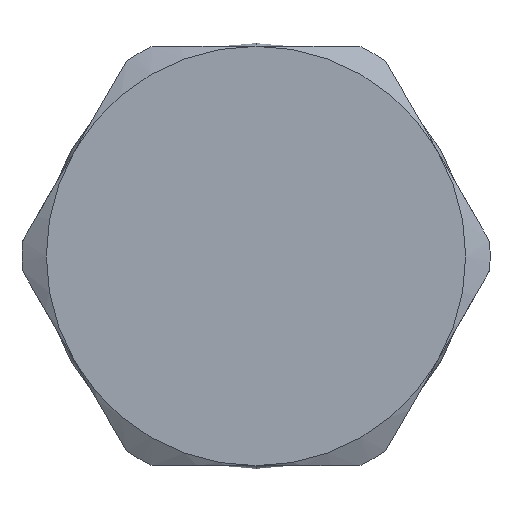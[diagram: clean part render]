
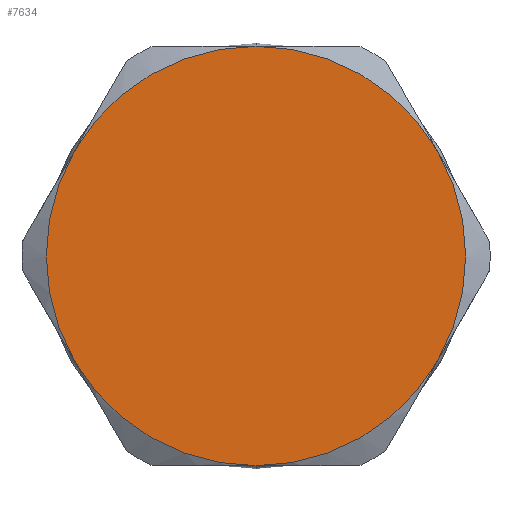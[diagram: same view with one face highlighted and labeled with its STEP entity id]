
A CAD part, left-side view. The second image highlights one B-rep face of the part: STEP entity #7634.
In plain terms, the highlighted planar face has unit normal (-1, 0, 0).
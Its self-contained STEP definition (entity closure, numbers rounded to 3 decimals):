
#350 = DIRECTION ( 'NONE',  ( 0., 0., -1. ) ) ;
#351 = DIRECTION ( 'NONE',  ( 1., 0., 0. ) ) ;
#353 = CARTESIAN_POINT ( 'NONE',  ( 0., 0., 0. ) ) ;
#356 = DIRECTION ( 'NONE',  ( 0., 0., 1. ) ) ;
#357 = DIRECTION ( 'NONE',  ( -1., 0., 0. ) ) ;
#358 = CARTESIAN_POINT ( 'NONE',  ( 0., 0., 0. ) ) ;
#360 = DIRECTION ( 'NONE',  ( 0., 0., -1. ) ) ;
#362 = DIRECTION ( 'NONE',  ( 1., 0., 0. ) ) ;
#363 = CARTESIAN_POINT ( 'NONE',  ( 0., 0., 0. ) ) ;
#364 = DIRECTION ( 'NONE',  ( 0., 0., -1. ) ) ;
#365 = DIRECTION ( 'NONE',  ( 1., 0., 0. ) ) ;
#368 = CARTESIAN_POINT ( 'NONE',  ( 0., 0., 0. ) ) ;
#369 = DIRECTION ( 'NONE',  ( 0., 0., -1. ) ) ;
#370 = DIRECTION ( 'NONE',  ( 1., 0., 0. ) ) ;
#371 = CARTESIAN_POINT ( 'NONE',  ( 0., 0., 0. ) ) ;
#374 = DIRECTION ( 'NONE',  ( 0., 0., -1. ) ) ;
#375 = DIRECTION ( 'NONE',  ( 1., 0., 0. ) ) ;
#376 = CARTESIAN_POINT ( 'NONE',  ( 0., 0., 0. ) ) ;
#839 = AXIS2_PLACEMENT_3D ( 'NONE', #353, #351, #350 ) ;
#840 = AXIS2_PLACEMENT_3D ( 'NONE', #363, #362, #360 ) ;
#841 = AXIS2_PLACEMENT_3D ( 'NONE', #358, #357, #356 ) ;
#842 = AXIS2_PLACEMENT_3D ( 'NONE', #368, #365, #364 ) ;
#843 = AXIS2_PLACEMENT_3D ( 'NONE', #376, #375, #374 ) ;
#844 = AXIS2_PLACEMENT_3D ( 'NONE', #371, #370, #369 ) ;
#1633 = ORIENTED_EDGE ( 'NONE', *, *, #8750, .T. ) ;
#1854 = ORIENTED_EDGE ( 'NONE', *, *, #8749, .F. ) ;
#1871 = ORIENTED_EDGE ( 'NONE', *, *, #8751, .F. ) ;
#1995 = EDGE_LOOP ( 'NONE', ( #5183, #5180, #5231, #1854, #1633, #1871 ) ) ;
#2189 = VERTEX_POINT ( 'NONE', #7259 ) ;
#2200 = VERTEX_POINT ( 'NONE', #7252 ) ;
#2201 = VERTEX_POINT ( 'NONE', #7251 ) ;
#2203 = VERTEX_POINT ( 'NONE', #7249 ) ;
#2204 = VERTEX_POINT ( 'NONE', #7248 ) ;
#2206 = VERTEX_POINT ( 'NONE', #7246 ) ;
#4826 = FACE_OUTER_BOUND ( 'NONE', #1995, .T. ) ;
#5180 = ORIENTED_EDGE ( 'NONE', *, *, #8747, .F. ) ;
#5183 = ORIENTED_EDGE ( 'NONE', *, *, #8746, .F. ) ;
#5231 = ORIENTED_EDGE ( 'NONE', *, *, #8748, .F. ) ;
#5821 = DIRECTION ( 'NONE',  ( 0., 0., -1. ) ) ;
#5822 = DIRECTION ( 'NONE',  ( 1., 0., 0. ) ) ;
#5824 = PLANE ( 'NONE',  #7382 ) ;
#5826 = CARTESIAN_POINT ( 'NONE',  ( 0., -12.829, 0. ) ) ;
#7246 = CARTESIAN_POINT ( 'NONE',  ( 0., 0., 11.11 ) ) ;
#7248 = CARTESIAN_POINT ( 'NONE',  ( 0., -9.622, 5.555 ) ) ;
#7249 = CARTESIAN_POINT ( 'NONE',  ( 0., 9.622, -5.555 ) ) ;
#7251 = CARTESIAN_POINT ( 'NONE',  ( 0., 9.622, 5.555 ) ) ;
#7252 = CARTESIAN_POINT ( 'NONE',  ( 0., 0., -11.11 ) ) ;
#7259 = CARTESIAN_POINT ( 'NONE',  ( 0., -9.622, -5.555 ) ) ;
#7382 = AXIS2_PLACEMENT_3D ( 'NONE', #5826, #5822, #5821 ) ;
#7634 = ADVANCED_FACE ( 'NONE', ( #4826 ), #5824, .F. ) ;
#8353 = CIRCLE ( 'NONE', #839, 11.11 ) ;
#8354 = CIRCLE ( 'NONE', #841, 11.11 ) ;
#8355 = CIRCLE ( 'NONE', #840, 11.11 ) ;
#8356 = CIRCLE ( 'NONE', #842, 11.11 ) ;
#8357 = CIRCLE ( 'NONE', #843, 11.11 ) ;
#8361 = CIRCLE ( 'NONE', #844, 11.11 ) ;
#8746 = EDGE_CURVE ( 'NONE', #2200, #2203, #8357, .T. ) ;
#8747 = EDGE_CURVE ( 'NONE', #2189, #2200, #8361, .T. ) ;
#8748 = EDGE_CURVE ( 'NONE', #2204, #2189, #8356, .T. ) ;
#8749 = EDGE_CURVE ( 'NONE', #2206, #2204, #8355, .T. ) ;
#8750 = EDGE_CURVE ( 'NONE', #2206, #2201, #8354, .T. ) ;
#8751 = EDGE_CURVE ( 'NONE', #2203, #2201, #8353, .T. ) ;
